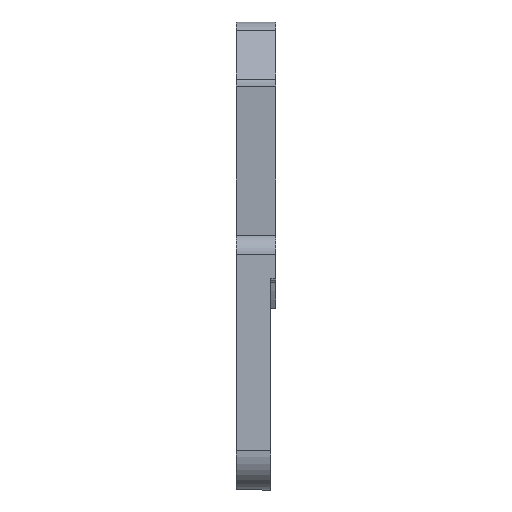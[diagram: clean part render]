
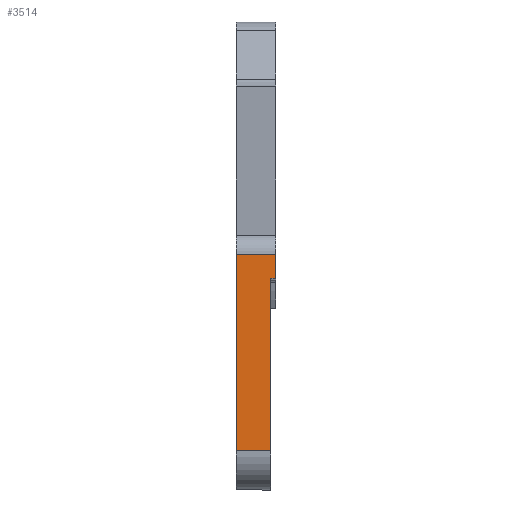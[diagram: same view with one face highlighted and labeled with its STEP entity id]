
A CAD part, top view. The second image highlights one B-rep face of the part: STEP entity #3514.
In plain terms, the highlighted planar face has unit normal (0, 0, 1).
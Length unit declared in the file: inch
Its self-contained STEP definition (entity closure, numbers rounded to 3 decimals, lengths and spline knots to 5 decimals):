
#128 = CARTESIAN_POINT ( 'NONE',  ( 0., -2.79162, 9. ) ) ;
#163 = VERTEX_POINT ( 'NONE', #2836 ) ;
#290 = EDGE_CURVE ( 'NONE', #305, #2890, #1927, .T. ) ;
#305 = VERTEX_POINT ( 'NONE', #1650 ) ;
#331 = EDGE_CURVE ( 'NONE', #1847, #305, #2430, .T. ) ;
#393 = AXIS2_PLACEMENT_3D ( 'NONE', #1755, #1788, #3199 ) ;
#469 = ORIENTED_EDGE ( 'NONE', *, *, #3018, .T. ) ;
#507 = ORIENTED_EDGE ( 'NONE', *, *, #290, .F. ) ;
#685 = DIRECTION ( 'NONE',  ( 0., -1., 0. ) ) ;
#702 = ORIENTED_EDGE ( 'NONE', *, *, #2636, .F. ) ;
#778 = LINE ( 'NONE', #1360, #1854 ) ;
#834 = CARTESIAN_POINT ( 'NONE',  ( 0., -2.48626, 9. ) ) ;
#972 = PLANE ( 'NONE',  #393 ) ;
#1008 = DIRECTION ( 'NONE',  ( 0., -1., 0. ) ) ;
#1042 = VECTOR ( 'NONE', #685, 39.37008 ) ;
#1099 = EDGE_LOOP ( 'NONE', ( #2933, #1533, #469, #2323, #702, #507 ) ) ;
#1171 = CARTESIAN_POINT ( 'NONE',  ( 1., -2.48626, 9. ) ) ;
#1360 = CARTESIAN_POINT ( 'NONE',  ( 1., -4.98206, 9. ) ) ;
#1496 = VECTOR ( 'NONE', #1900, 39.37008 ) ;
#1533 = ORIENTED_EDGE ( 'NONE', *, *, #2077, .T. ) ;
#1650 = CARTESIAN_POINT ( 'NONE',  ( 0.5, -2.79162, 9. ) ) ;
#1680 = VECTOR ( 'NONE', #1008, 39.37008 ) ;
#1755 = CARTESIAN_POINT ( 'NONE',  ( 1., -2.79162, 9. ) ) ;
#1756 = CARTESIAN_POINT ( 'NONE',  ( 0.4375, -2.79162, 9. ) ) ;
#1788 = DIRECTION ( 'NONE',  ( 0., 0., -1. ) ) ;
#1847 = VERTEX_POINT ( 'NONE', #3356 ) ;
#1854 = VECTOR ( 'NONE', #2524, 39.37008 ) ;
#1900 = DIRECTION ( 'NONE',  ( -1., 0., 0. ) ) ;
#1923 = EDGE_CURVE ( 'NONE', #2849, #163, #778, .T. ) ;
#1927 = LINE ( 'NONE', #2494, #1496 ) ;
#1988 = VECTOR ( 'NONE', #2960, 39.37008 ) ;
#2056 = FACE_OUTER_BOUND ( 'NONE', #1099, .T. ) ;
#2077 = EDGE_CURVE ( 'NONE', #1847, #3425, #2596, .T. ) ;
#2323 = ORIENTED_EDGE ( 'NONE', *, *, #1923, .T. ) ;
#2430 = LINE ( 'NONE', #3566, #1680 ) ;
#2494 = CARTESIAN_POINT ( 'NONE',  ( 1., -2.79162, 9. ) ) ;
#2524 = DIRECTION ( 'NONE',  ( 1., 0., 0. ) ) ;
#2596 = LINE ( 'NONE', #1171, #3297 ) ;
#2602 = CARTESIAN_POINT ( 'NONE',  ( 0.4375, -2.79162, 9. ) ) ;
#2636 = EDGE_CURVE ( 'NONE', #2890, #163, #2662, .T. ) ;
#2662 = LINE ( 'NONE', #1756, #1988 ) ;
#2685 = LINE ( 'NONE', #128, #1042 ) ;
#2836 = CARTESIAN_POINT ( 'NONE',  ( 0.4375, -4.98206, 9. ) ) ;
#2849 = VERTEX_POINT ( 'NONE', #3174 ) ;
#2890 = VERTEX_POINT ( 'NONE', #2602 ) ;
#2933 = ORIENTED_EDGE ( 'NONE', *, *, #331, .F. ) ;
#2960 = DIRECTION ( 'NONE',  ( 0., -1., 0. ) ) ;
#3018 = EDGE_CURVE ( 'NONE', #3425, #2849, #2685, .T. ) ;
#3170 = DIRECTION ( 'NONE',  ( -1., 0., 0. ) ) ;
#3174 = CARTESIAN_POINT ( 'NONE',  ( 0., -4.98206, 9. ) ) ;
#3199 = DIRECTION ( 'NONE',  ( -1., 0., 0. ) ) ;
#3297 = VECTOR ( 'NONE', #3170, 39.37008 ) ;
#3356 = CARTESIAN_POINT ( 'NONE',  ( 0.5, -2.48626, 9. ) ) ;
#3425 = VERTEX_POINT ( 'NONE', #834 ) ;
#3514 = ADVANCED_FACE ( 'NONE', ( #2056 ), #972, .F. ) ;
#3566 = CARTESIAN_POINT ( 'NONE',  ( 0.5, -2.79162, 9. ) ) ;
